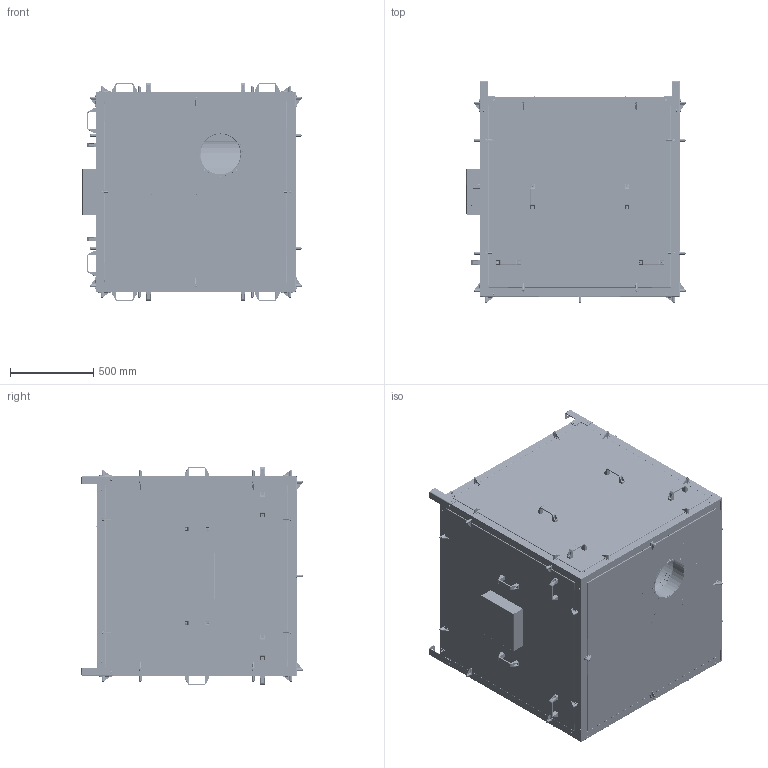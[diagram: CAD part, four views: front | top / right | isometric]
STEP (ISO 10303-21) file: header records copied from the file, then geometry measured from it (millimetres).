
FILE_DESCRIPTION(/* description */ ('814K39 WPA-BOX-10'),/* implementation_level */ '2;1');
FILE_NAME(/* name */ 'karta zmian ''a''\814K39 WPA-BOX-10.stp',/* time_stamp */ '2022-05-13T13:42:50+02:00',/* author */ ('a.korpacki'),/* organization */ ('KLIMAWENT S.A.'),/* preprocessor_version */ 'ST-DEVELOPER v18.1',/* originating_system */ 'Autodesk Inventor 2021',/* authorisation */ '');
FILE_SCHEMA (('AUTOMOTIVE_DESIGN { 1 0 10303 214 3 1 1 }'));
Products named in the file (1): ~~
Bounding box: 1319.4 x 1331.5 x 1311.7 mm (x, y, z)
Volume: 371382434.4 mm3; surface area: 27562175.6 mm2
Topology: 12 solids, 14 shells, 10403 faces, 27524 edges, 17386 vertices
Faces by surface type: plane 6355, cylinder 2397, cone 705, torus 592, bspline 218, sphere 136
Full cylindrical faces by diameter (mm): 2 x1, 3 x14, 3.3 x65, 3.4 x24, 4 x36, 4.1 x8, 4.134 x2, 4.2 x82, 4.3 x24, 4.4 x8, 6 x2, 6.88 x3, 8 x192, 8.2 x6, 8.4 x7, 8.5 x14, 9 x50, 10 x32, 10.5 x1, 11 x2, 11.1 x11, 11.63 x20, 12 x24, 12.3 x12, 13 x4, 14 x52, 14.5 x4, 14.63 x1, 15.1 x36, 16 x5
Entity records: 346278 total; most frequent: CARTESIAN_POINT 77117, ORIENTED_EDGE 54684, DIRECTION 52908, EDGE_CURVE 27344, AXIS2_PLACEMENT_3D 17972, VERTEX_POINT 17386, LINE 16964, VECTOR 16964
